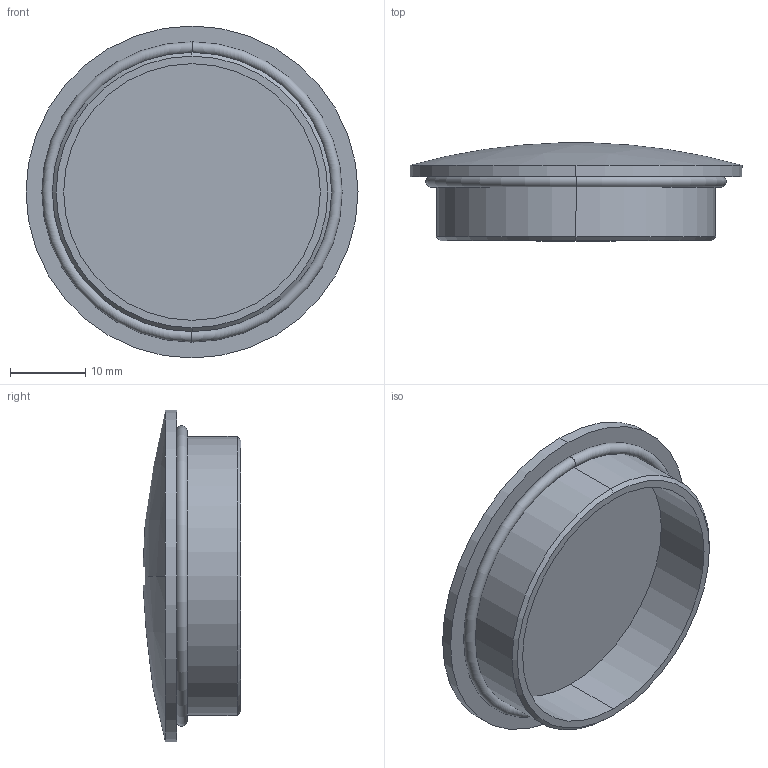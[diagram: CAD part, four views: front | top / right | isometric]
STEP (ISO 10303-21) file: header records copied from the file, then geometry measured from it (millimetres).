
FILE_DESCRIPTION (( 'STEP AP203' ), '1' );
FILE_NAME ('WNPP-PG29G_R.STP', '2017-09-20T07:24:29', ( '微软用户' ), ( '微软中国' ), 'SwSTEP 2.0', 'SolidWorks 2012', '' );
FILE_SCHEMA (( 'CONFIG_CONTROL_DESIGN' ));
Length unit declared in the file: millimetre
Products named in the file (1): WNPP-PG29G_R
Bounding box: 44 x 12.96 x 44 mm (x, y, z)
Volume: 6519 mm3; surface area: 5400.7 mm2
Topology: 1 solids, 2 shells, 25 faces, 54 edges, 34 vertices
Faces by surface type: plane 9, cylinder 8, torus 4, cone 2, sphere 2
Entity records: 775 total; most frequent: DIRECTION 142, CARTESIAN_POINT 114, ORIENTED_EDGE 108, AXIS2_PLACEMENT_3D 62, EDGE_CURVE 54, CIRCLE 36, VERTEX_POINT 34, EDGE_LOOP 28
